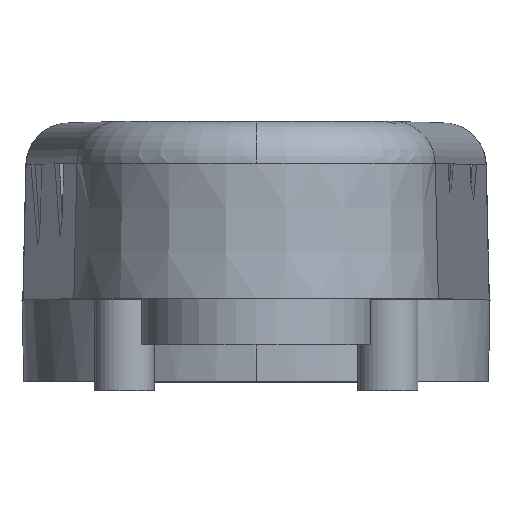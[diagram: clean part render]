
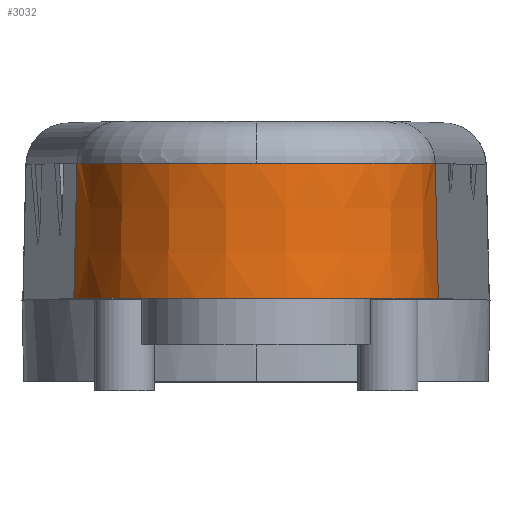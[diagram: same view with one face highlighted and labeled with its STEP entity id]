
A CAD part, top view. The second image highlights one B-rep face of the part: STEP entity #3032.
In plain terms, the highlighted conical face has half-angle 1.3 degrees and reference radius 54 mm.
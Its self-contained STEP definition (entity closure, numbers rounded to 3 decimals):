
#3 = CARTESIAN_POINT ( 'NONE',  ( 313.363, 469.639, 64.45 ) ) ;
#55 = DIRECTION ( 'NONE',  ( 0., 1., 0. ) ) ;
#118 = EDGE_CURVE ( 'NONE', #1165, #4435, #3337, .T. ) ;
#215 = DIRECTION ( 'NONE',  ( 0., 1., 0. ) ) ;
#259 = CARTESIAN_POINT ( 'NONE',  ( 205.558, 469.639, 64.45 ) ) ;
#280 = VECTOR ( 'NONE', #4898, 1000. ) ;
#295 = CARTESIAN_POINT ( 'NONE',  ( 312.458, 509.615, 64.396 ) ) ;
#311 = ORIENTED_EDGE ( 'NONE', *, *, #118, .T. ) ;
#553 = DIRECTION ( 'NONE',  ( -1., 0., 0. ) ) ;
#615 = AXIS2_PLACEMENT_3D ( 'NONE', #3070, #55, #1877 ) ;
#640 = CARTESIAN_POINT ( 'NONE',  ( 205.558, 469.639, 64.45 ) ) ;
#699 = ORIENTED_EDGE ( 'NONE', *, *, #3740, .F. ) ;
#936 = CIRCLE ( 'NONE', #615, 54. ) ;
#1098 = DIRECTION ( 'NONE',  ( 0., -1., 0. ) ) ;
#1165 = VERTEX_POINT ( 'NONE', #1356 ) ;
#1356 = CARTESIAN_POINT ( 'NONE',  ( 206.464, 509.615, 64.396 ) ) ;
#1389 = AXIS2_PLACEMENT_3D ( 'NONE', #2059, #215, #2406 ) ;
#1583 = EDGE_CURVE ( 'NONE', #1165, #4712, #3749, .T. ) ;
#1712 = ORIENTED_EDGE ( 'NONE', *, *, #1583, .F. ) ;
#1787 = EDGE_CURVE ( 'NONE', #4435, #3722, #936, .T. ) ;
#1843 = FACE_OUTER_BOUND ( 'NONE', #3227, .T. ) ;
#1877 = DIRECTION ( 'NONE',  ( 0., 0., -1. ) ) ;
#2001 = AXIS2_PLACEMENT_3D ( 'NONE', #3941, #2053, #553 ) ;
#2053 = DIRECTION ( 'NONE',  ( 0., 1., 0. ) ) ;
#2059 = CARTESIAN_POINT ( 'NONE',  ( 259.461, 509.615, 61.21 ) ) ;
#2229 = DIRECTION ( 'NONE',  ( -0.023, -1., 0.001 ) ) ;
#2406 = DIRECTION ( 'NONE',  ( -1., 0., 0. ) ) ;
#2535 = CONICAL_SURFACE ( 'NONE', #3020, 54., 0.023 ) ;
#2560 = ORIENTED_EDGE ( 'NONE', *, *, #3640, .F. ) ;
#2608 = DIRECTION ( 'NONE',  ( 0., 0., -1. ) ) ;
#3006 = VERTEX_POINT ( 'NONE', #295 ) ;
#3020 = AXIS2_PLACEMENT_3D ( 'NONE', #4492, #1098, #2608 ) ;
#3032 = ADVANCED_FACE ( 'NONE', ( #1843 ), #2535, .T. ) ;
#3070 = CARTESIAN_POINT ( 'NONE',  ( 259.461, 469.639, 61.21 ) ) ;
#3121 = VECTOR ( 'NONE', #2229, 1000. ) ;
#3227 = EDGE_LOOP ( 'NONE', ( #311, #3604, #699, #2560, #1712 ) ) ;
#3337 = LINE ( 'NONE', #259, #3121 ) ;
#3358 = LINE ( 'NONE', #4499, #280 ) ;
#3604 = ORIENTED_EDGE ( 'NONE', *, *, #1787, .T. ) ;
#3640 = EDGE_CURVE ( 'NONE', #4712, #3006, #4002, .T. ) ;
#3722 = VERTEX_POINT ( 'NONE', #3 ) ;
#3740 = EDGE_CURVE ( 'NONE', #3006, #3722, #3358, .T. ) ;
#3749 = CIRCLE ( 'NONE', #2001, 53.093 ) ;
#3941 = CARTESIAN_POINT ( 'NONE',  ( 259.461, 509.615, 61.21 ) ) ;
#4002 = CIRCLE ( 'NONE', #1389, 53.093 ) ;
#4068 = CARTESIAN_POINT ( 'NONE',  ( 259.461, 509.615, 114.303 ) ) ;
#4435 = VERTEX_POINT ( 'NONE', #640 ) ;
#4492 = CARTESIAN_POINT ( 'NONE',  ( 259.461, 469.639, 61.21 ) ) ;
#4499 = CARTESIAN_POINT ( 'NONE',  ( 313.363, 469.639, 64.45 ) ) ;
#4712 = VERTEX_POINT ( 'NONE', #4068 ) ;
#4898 = DIRECTION ( 'NONE',  ( 0.023, -1., 0.001 ) ) ;
